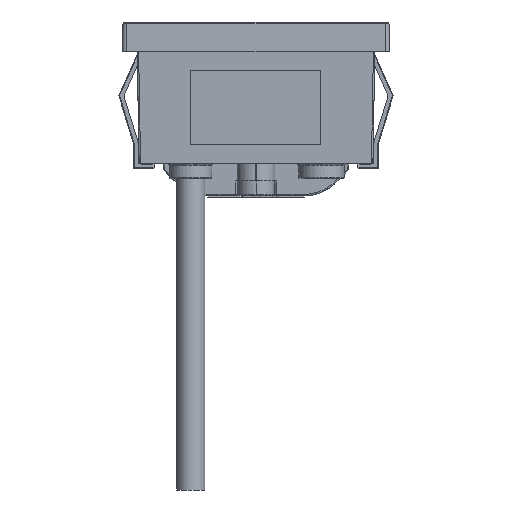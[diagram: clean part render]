
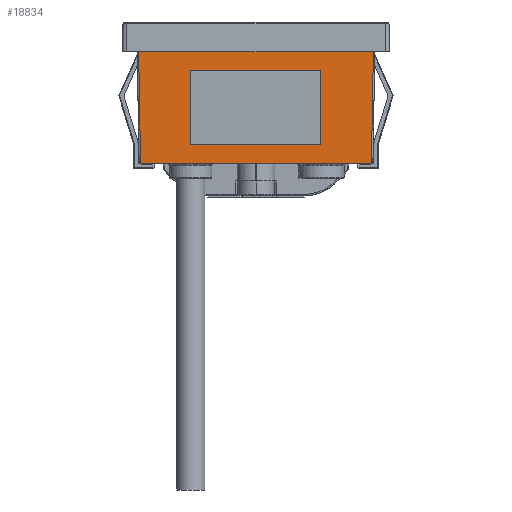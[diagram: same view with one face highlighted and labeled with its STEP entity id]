
A CAD part, left-side view. The second image highlights one B-rep face of the part: STEP entity #18834.
In plain terms, the highlighted planar face has unit normal (-1, 0, -0.018).
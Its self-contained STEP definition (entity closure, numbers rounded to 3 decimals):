
#83 = ORIENTED_EDGE ( 'NONE', *, *, #31989, .F. ) ;
#226 = AXIS2_PLACEMENT_3D ( 'NONE', #7960, #25775, #10571 ) ;
#983 = DIRECTION ( 'NONE',  ( -0.017, 0., 1. ) ) ;
#1024 = DIRECTION ( 'NONE',  ( -1., 0., -0.017 ) ) ;
#1070 = PLANE ( 'NONE',  #19727 ) ;
#1511 = CARTESIAN_POINT ( 'NONE',  ( -32.738, -15.8, -15. ) ) ;
#2083 = FACE_OUTER_BOUND ( 'NONE', #29160, .T. ) ;
#2290 = EDGE_CURVE ( 'NONE', #32013, #5506, #2964, .T. ) ;
#2827 = VERTEX_POINT ( 'NONE', #15947 ) ;
#2870 = VERTEX_POINT ( 'NONE', #15000 ) ;
#2881 = FACE_BOUND ( 'NONE', #20606, .T. ) ;
#2964 = LINE ( 'NONE', #26144, #28541 ) ;
#3455 = CARTESIAN_POINT ( 'NONE',  ( -32.782, -8.75, -12.49 ) ) ;
#3472 = VERTEX_POINT ( 'NONE', #29501 ) ;
#3811 = CARTESIAN_POINT ( 'NONE',  ( -32.956, 8.74, -2.512 ) ) ;
#4498 = VECTOR ( 'NONE', #31822, 1000. ) ;
#4818 = DIRECTION ( 'NONE',  ( -0.017, 0., 1. ) ) ;
#4924 = DIRECTION ( 'NONE',  ( -1., 0., -0.017 ) ) ;
#5020 = CARTESIAN_POINT ( 'NONE',  ( -32.738, -15.8, -15. ) ) ;
#5026 = CARTESIAN_POINT ( 'NONE',  ( -32.956, -8.74, -2.512 ) ) ;
#5220 = ORIENTED_EDGE ( 'NONE', *, *, #19146, .F. ) ;
#5280 = LINE ( 'NONE', #8617, #4498 ) ;
#5284 = DIRECTION ( 'NONE',  ( 0., -1., 0. ) ) ;
#5506 = VERTEX_POINT ( 'NONE', #15250 ) ;
#6407 = DIRECTION ( 'NONE',  ( -0.017, 0., 1. ) ) ;
#6643 = DIRECTION ( 'NONE',  ( 0.017, 0., -1. ) ) ;
#7175 = DIRECTION ( 'NONE',  ( 0., -1., 0. ) ) ;
#7369 = CARTESIAN_POINT ( 'NONE',  ( -32.782, 8.74, -12.5 ) ) ;
#7376 = CARTESIAN_POINT ( 'NONE',  ( -33., -15.8, 0. ) ) ;
#7440 = VECTOR ( 'NONE', #7175, 1000. ) ;
#7675 = ORIENTED_EDGE ( 'NONE', *, *, #16985, .F. ) ;
#7960 = CARTESIAN_POINT ( 'NONE',  ( -32.782, -8.74, -12.49 ) ) ;
#8492 = VERTEX_POINT ( 'NONE', #9374 ) ;
#8571 = EDGE_CURVE ( 'NONE', #26203, #2827, #27768, .T. ) ;
#8617 = CARTESIAN_POINT ( 'NONE',  ( -32.956, 8.74, -2.502 ) ) ;
#8816 = EDGE_CURVE ( 'NONE', #32013, #8492, #28923, .T. ) ;
#9137 = DIRECTION ( 'NONE',  ( -1., 0., -0.017 ) ) ;
#9328 = DIRECTION ( 'NONE',  ( 0., 1., 0. ) ) ;
#9374 = CARTESIAN_POINT ( 'NONE',  ( -32.738, -15.538, -15. ) ) ;
#10226 = AXIS2_PLACEMENT_3D ( 'NONE', #3811, #21691, #6407 ) ;
#10495 = VECTOR ( 'NONE', #5284, 1000. ) ;
#10571 = DIRECTION ( 'NONE',  ( 0.017, 0., -1. ) ) ;
#10811 = VERTEX_POINT ( 'NONE', #17648 ) ;
#10972 = CIRCLE ( 'NONE', #31871, 0.01 ) ;
#11587 = AXIS2_PLACEMENT_3D ( 'NONE', #5026, #4924, #4818 ) ;
#12514 = DIRECTION ( 'NONE',  ( -0.017, 0.017, 1. ) ) ;
#12587 = EDGE_CURVE ( 'NONE', #10811, #8492, #18821, .T. ) ;
#12914 = ORIENTED_EDGE ( 'NONE', *, *, #28552, .F. ) ;
#13818 = VECTOR ( 'NONE', #12514, 1000. ) ;
#14815 = ORIENTED_EDGE ( 'NONE', *, *, #8571, .F. ) ;
#15000 = CARTESIAN_POINT ( 'NONE',  ( -32.782, 8.75, -12.49 ) ) ;
#15250 = CARTESIAN_POINT ( 'NONE',  ( -33., 15.8, 0. ) ) ;
#15354 = EDGE_CURVE ( 'NONE', #17023, #30292, #18249, .T. ) ;
#15550 = ORIENTED_EDGE ( 'NONE', *, *, #22304, .F. ) ;
#15947 = CARTESIAN_POINT ( 'NONE',  ( -32.782, -8.74, -12.5 ) ) ;
#16985 = EDGE_CURVE ( 'NONE', #30292, #31853, #30504, .T. ) ;
#17023 = VERTEX_POINT ( 'NONE', #3455 ) ;
#17301 = ORIENTED_EDGE ( 'NONE', *, *, #27293, .F. ) ;
#17461 = VECTOR ( 'NONE', #32162, 1000. ) ;
#17648 = CARTESIAN_POINT ( 'NONE',  ( -32.738, 15.538, -15. ) ) ;
#18249 = LINE ( 'NONE', #32720, #17461 ) ;
#18821 = LINE ( 'NONE', #5020, #10495 ) ;
#18834 = ADVANCED_FACE ( 'NONE', ( #2083, #2881 ), #1070, .T. ) ;
#18989 = LINE ( 'NONE', #24475, #25750 ) ;
#19146 = EDGE_CURVE ( 'NONE', #31853, #3472, #5280, .T. ) ;
#19172 = ORIENTED_EDGE ( 'NONE', *, *, #15354, .F. ) ;
#19727 = AXIS2_PLACEMENT_3D ( 'NONE', #1511, #1024, #983 ) ;
#20264 = CARTESIAN_POINT ( 'NONE',  ( -32.956, 8.75, -2.512 ) ) ;
#20606 = EDGE_LOOP ( 'NONE', ( #17301, #14815, #12914, #26380, #15550, #5220, #7675, #19172 ) ) ;
#20642 = LINE ( 'NONE', #27749, #13818 ) ;
#21691 = DIRECTION ( 'NONE',  ( -1., 0., -0.017 ) ) ;
#22194 = VECTOR ( 'NONE', #24227, 1000. ) ;
#22304 = EDGE_CURVE ( 'NONE', #3472, #29033, #32673, .T. ) ;
#22846 = CIRCLE ( 'NONE', #226, 0.01 ) ;
#24065 = ORIENTED_EDGE ( 'NONE', *, *, #2290, .T. ) ;
#24227 = DIRECTION ( 'NONE',  ( 0.017, 0.017, -1. ) ) ;
#24375 = CARTESIAN_POINT ( 'NONE',  ( -32.782, 8.74, -12.49 ) ) ;
#24475 = CARTESIAN_POINT ( 'NONE',  ( -32.782, 8.75, -12.49 ) ) ;
#25523 = EDGE_CURVE ( 'NONE', #29033, #2870, #18989, .T. ) ;
#25750 = VECTOR ( 'NONE', #6643, 1000. ) ;
#25775 = DIRECTION ( 'NONE',  ( -1., 0., -0.017 ) ) ;
#26144 = CARTESIAN_POINT ( 'NONE',  ( -33., -15.8, 0. ) ) ;
#26203 = VERTEX_POINT ( 'NONE', #29459 ) ;
#26380 = ORIENTED_EDGE ( 'NONE', *, *, #25523, .F. ) ;
#26420 = CARTESIAN_POINT ( 'NONE',  ( -33., -15.8, 0.001 ) ) ;
#26464 = CARTESIAN_POINT ( 'NONE',  ( -32.956, -8.75, -2.512 ) ) ;
#26901 = DIRECTION ( 'NONE',  ( -0.017, 0., 1. ) ) ;
#27293 = EDGE_CURVE ( 'NONE', #2827, #17023, #22846, .T. ) ;
#27749 = CARTESIAN_POINT ( 'NONE',  ( -33., 15.8, 0.001 ) ) ;
#27768 = LINE ( 'NONE', #7369, #7440 ) ;
#28541 = VECTOR ( 'NONE', #9328, 1000. ) ;
#28552 = EDGE_CURVE ( 'NONE', #2870, #26203, #10972, .T. ) ;
#28923 = LINE ( 'NONE', #26420, #22194 ) ;
#29033 = VERTEX_POINT ( 'NONE', #20264 ) ;
#29160 = EDGE_LOOP ( 'NONE', ( #83, #31241, #30444, #24065 ) ) ;
#29459 = CARTESIAN_POINT ( 'NONE',  ( -32.782, 8.74, -12.5 ) ) ;
#29501 = CARTESIAN_POINT ( 'NONE',  ( -32.956, 8.74, -2.502 ) ) ;
#29930 = CARTESIAN_POINT ( 'NONE',  ( -32.956, -8.74, -2.502 ) ) ;
#30292 = VERTEX_POINT ( 'NONE', #26464 ) ;
#30444 = ORIENTED_EDGE ( 'NONE', *, *, #8816, .F. ) ;
#30504 = CIRCLE ( 'NONE', #11587, 0.01 ) ;
#31241 = ORIENTED_EDGE ( 'NONE', *, *, #12587, .T. ) ;
#31822 = DIRECTION ( 'NONE',  ( 0., 1., 0. ) ) ;
#31853 = VERTEX_POINT ( 'NONE', #29930 ) ;
#31871 = AXIS2_PLACEMENT_3D ( 'NONE', #24375, #9137, #26901 ) ;
#31989 = EDGE_CURVE ( 'NONE', #10811, #5506, #20642, .T. ) ;
#32013 = VERTEX_POINT ( 'NONE', #7376 ) ;
#32162 = DIRECTION ( 'NONE',  ( -0.017, 0., 1. ) ) ;
#32673 = CIRCLE ( 'NONE', #10226, 0.01 ) ;
#32720 = CARTESIAN_POINT ( 'NONE',  ( -32.782, -8.75, -12.49 ) ) ;
